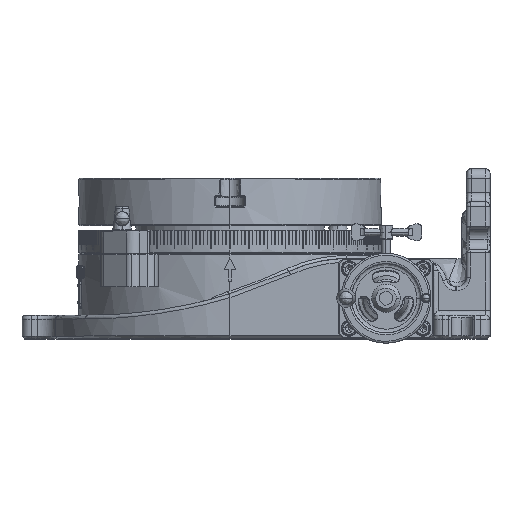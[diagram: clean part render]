
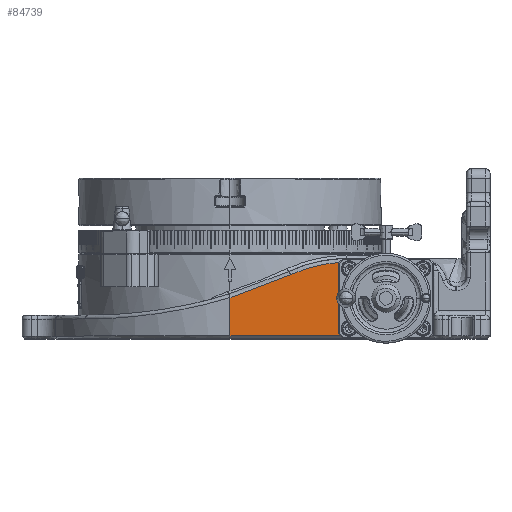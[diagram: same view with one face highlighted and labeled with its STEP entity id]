
A CAD part, top view. The second image highlights one B-rep face of the part: STEP entity #84739.
In plain terms, the highlighted free-form (B-spline) face has degree [1, 1] with [2, 2] control points.
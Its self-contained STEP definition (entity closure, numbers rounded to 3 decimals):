
#84739 = ADVANCED_FACE('',(#84740),#84793,.F.);
#84740 = FACE_BOUND('',#84741,.T.);
#84741 = EDGE_LOOP('',(#84742,#84751,#84758,#84765,#84772,#84779,#84787)
  );
#84742 = ORIENTED_EDGE('',*,*,#84743,.T.);
#84743 = EDGE_CURVE('',#84744,#84746,#84748,.T.);
#84744 = VERTEX_POINT('',#84745);
#84745 = CARTESIAN_POINT('',(0.,55.141,241.546));
#84746 = VERTEX_POINT('',#84747);
#84747 = CARTESIAN_POINT('',(0.,3.814,241.546));
#84748 = B_SPLINE_CURVE_WITH_KNOTS('',1,(#84749,#84750),.UNSPECIFIED.,
  .F.,.F.,(2,2),(-18.374,22.),.PIECEWISE_BEZIER_KNOTS.);
#84749 = CARTESIAN_POINT('',(0.,55.141,241.546));
#84750 = CARTESIAN_POINT('',(0.,3.814,241.546));
#84751 = ORIENTED_EDGE('',*,*,#84752,.T.);
#84752 = EDGE_CURVE('',#84746,#84753,#84755,.T.);
#84753 = VERTEX_POINT('',#84754);
#84754 = CARTESIAN_POINT('',(148.741,3.814,
    241.546));
#84755 = B_SPLINE_CURVE_WITH_KNOTS('',1,(#84756,#84757),.UNSPECIFIED.,
  .F.,.F.,(2,2),(0.,117.),.PIECEWISE_BEZIER_KNOTS.);
#84756 = CARTESIAN_POINT('',(0.,3.814,241.546));
#84757 = CARTESIAN_POINT('',(148.741,3.814,
    241.546));
#84758 = ORIENTED_EDGE('',*,*,#84759,.F.);
#84759 = EDGE_CURVE('',#84760,#84753,#84762,.T.);
#84760 = VERTEX_POINT('',#84761);
#84761 = CARTESIAN_POINT('',(146.199,6.356,
    241.546));
#84762 = B_SPLINE_CURVE_WITH_KNOTS('',1,(#84763,#84764),.UNSPECIFIED.,
  .F.,.F.,(2,2),(-7.071,-4.243),
  .PIECEWISE_BEZIER_KNOTS.);
#84763 = CARTESIAN_POINT('',(146.199,6.356,
    241.546));
#84764 = CARTESIAN_POINT('',(148.741,3.814,
    241.546));
#84765 = ORIENTED_EDGE('',*,*,#84766,.F.);
#84766 = EDGE_CURVE('',#84767,#84760,#84769,.T.);
#84767 = VERTEX_POINT('',#84768);
#84768 = CARTESIAN_POINT('',(146.199,101.704,
    241.546));
#84769 = B_SPLINE_CURVE_WITH_KNOTS('',1,(#84770,#84771),.UNSPECIFIED.,
  .F.,.F.,(2,2),(-75.,-0.),.PIECEWISE_BEZIER_KNOTS.);
#84770 = CARTESIAN_POINT('',(146.199,101.704,
    241.546));
#84771 = CARTESIAN_POINT('',(146.199,6.356,
    241.546));
#84772 = ORIENTED_EDGE('',*,*,#84773,.F.);
#84773 = EDGE_CURVE('',#84774,#84767,#84776,.T.);
#84774 = VERTEX_POINT('',#84775);
#84775 = CARTESIAN_POINT('',(147.097,102.602,
    241.546));
#84776 = B_SPLINE_CURVE_WITH_KNOTS('',1,(#84777,#84778),.UNSPECIFIED.,
  .F.,.F.,(2,2),(-1.,-0.),.PIECEWISE_BEZIER_KNOTS.);
#84777 = CARTESIAN_POINT('',(147.097,102.602,
    241.546));
#84778 = CARTESIAN_POINT('',(146.199,101.704,
    241.546));
#84779 = ORIENTED_EDGE('',*,*,#84780,.T.);
#84780 = EDGE_CURVE('',#84774,#84781,#84783,.T.);
#84781 = VERTEX_POINT('',#84782);
#84782 = CARTESIAN_POINT('',(81.53,86.101,
    241.546));
#84783 = ( BOUNDED_CURVE() B_SPLINE_CURVE(2,(#84784,#84785,#84786),
.UNSPECIFIED.,.F.,.F.) B_SPLINE_CURVE_WITH_KNOTS((3,3),(4.776,
5.142),.PIECEWISE_BEZIER_KNOTS.) CURVE() 
GEOMETRIC_REPRESENTATION_ITEM() RATIONAL_B_SPLINE_CURVE((1.,
0.983,1.)) REPRESENTATION_ITEM('') );
#84784 = CARTESIAN_POINT('',(147.097,102.602,
    241.546));
#84785 = CARTESIAN_POINT('',(112.785,100.424,
    241.546));
#84786 = CARTESIAN_POINT('',(81.53,86.101,
    241.546));
#84787 = ORIENTED_EDGE('',*,*,#84788,.T.);
#84788 = EDGE_CURVE('',#84781,#84744,#84789,.T.);
#84789 = ( BOUNDED_CURVE() B_SPLINE_CURVE(2,(#84790,#84791,#84792),
.UNSPECIFIED.,.F.,.F.) B_SPLINE_CURVE_WITH_KNOTS((3,3),(4.283,
4.416),.PIECEWISE_BEZIER_KNOTS.) CURVE() 
GEOMETRIC_REPRESENTATION_ITEM() RATIONAL_B_SPLINE_CURVE((1.,
0.998,1.)) REPRESENTATION_ITEM('') );
#84790 = CARTESIAN_POINT('',(81.53,86.101,
    241.546));
#84791 = CARTESIAN_POINT('',(41.8,67.895,
    241.546));
#84792 = CARTESIAN_POINT('',(0.,55.141,
    241.546));
#84793 = B_SPLINE_SURFACE_WITH_KNOTS('',1,1,(
    (#84794,#84795)
    ,(#84796,#84797
    )),.UNSPECIFIED.,.F.,.F.,.F.,(2,2),(2,2),(-117.,0.),(-22.,
    55.707),.PIECEWISE_BEZIER_KNOTS.);
#84794 = CARTESIAN_POINT('',(148.741,3.814,
    241.546));
#84795 = CARTESIAN_POINT('',(148.741,102.602,
    241.546));
#84796 = CARTESIAN_POINT('',(0.,3.814,241.546));
#84797 = CARTESIAN_POINT('',(0.,102.602,241.546));
